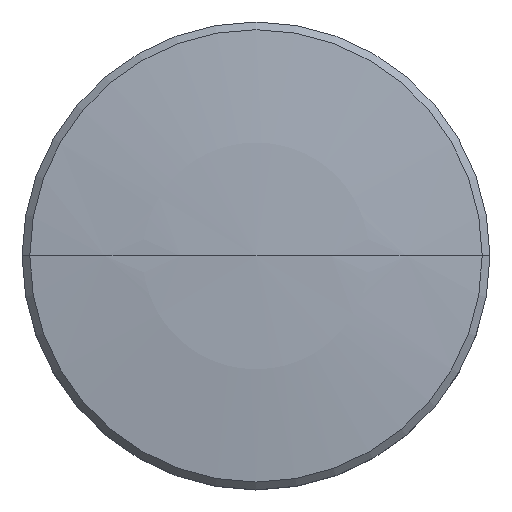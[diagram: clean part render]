
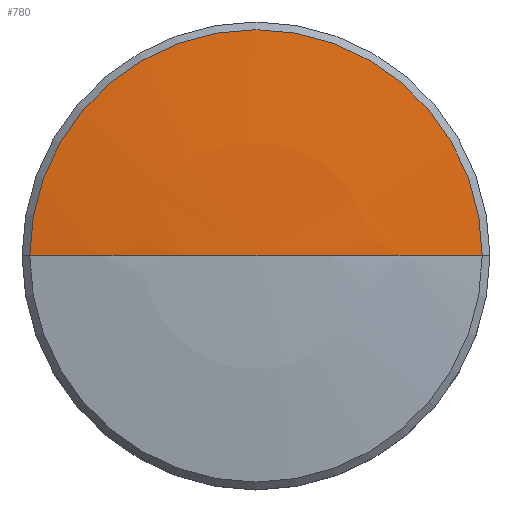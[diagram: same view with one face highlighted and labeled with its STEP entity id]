
A CAD part, top view. The second image highlights one B-rep face of the part: STEP entity #780.
In plain terms, the highlighted spherical face has radius 278.465 mm.
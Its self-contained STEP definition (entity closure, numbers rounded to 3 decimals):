
#739=CARTESIAN_POINT('POINT567',(0.,
   0.,138.));
#740=VERTEX_POINT('VERTEX567',#739);
#741=CARTESIAN_POINT('POINT568',(-37.23,0.,
   135.5));
#742=VERTEX_POINT('VERTEX568',#741);
#743=CARTESIAN_POINT('POS958',(0.,
   0.,-140.465));
#744=DIRECTION('DIR1471',(0.,-1.,0.));
#745=DIRECTION('DIR1472',(0.,0.,1.));
#746=AXIS2_PLACEMENT_3D('AXIS514',#743,#744,#745);
#747=CIRCLE('ELLIPSE215',#746,278.465);
#748=EDGE_CURVE('EDGE865',#740,#742,#747,.T.);
#750=CARTESIAN_POINT('POINT569',(37.23,0.,135.5));
#751=VERTEX_POINT('VERTEX569',#750);
#752=CARTESIAN_POINT('POS959',(0.,0.,135.5));
#753=DIRECTION('DIR1473',(0.,0.,-1.));
#754=DIRECTION('DIR1474',(1.,0.,0.));
#755=AXIS2_PLACEMENT_3D('AXIS515',#752,#753,#754);
#756=CIRCLE('ELLIPSE216',#755,37.23);
#759=CARTESIAN_POINT('POS960',(0.,
   0.,-140.465));
#760=DIRECTION('DIR1475',(0.,-1.,0.));
#761=DIRECTION('DIR1476',(0.,0.,1.));
#762=AXIS2_PLACEMENT_3D('AXIS516',#759,#760,#761);
#763=CIRCLE('ELLIPSE217',#762,278.465);
#764=EDGE_CURVE('EDGE867',#751,#740,#763,.T.);
#768=CARTESIAN_POINT('POS961',(0.,
   0.,-140.465));
#769=DIRECTION('DIR1477',(0.,0.,1.));
#770=DIRECTION('DIR1478',(1.,0.,0.));
#771=AXIS2_PLACEMENT_3D('AXIS517',#768,#769,#770);
#772=SPHERICAL_SURFACE('SPHERE_SURF5',#771,278.465);
#774=ORIENTED_EDGE('COEDGE1732',*,*,#748,.F.);
#775=ORIENTED_EDGE('COEDGE1733',*,*,#764,.F.);
#776=EDGE_CURVE('EDGE868',#742,#751,#756,.T.);
#777=ORIENTED_EDGE('COEDGE1734',*,*,#776,.F.);
#778=EDGE_LOOP('NONE',(#774,#775,#777));
#779=FACE_BOUND('LOOP1',#778,.T.);
#780=ADVANCED_FACE('FACE414',(#779),#772,.T.);
